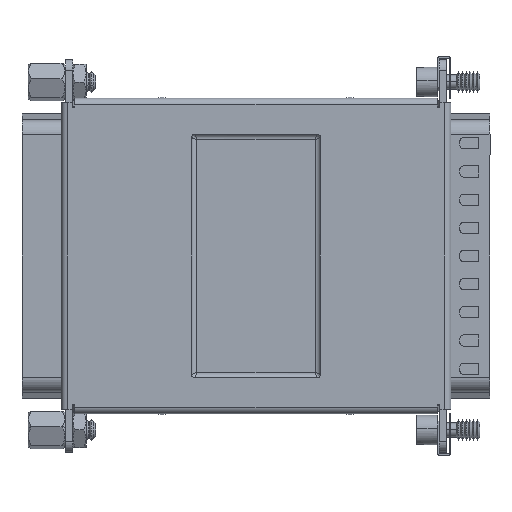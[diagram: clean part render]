
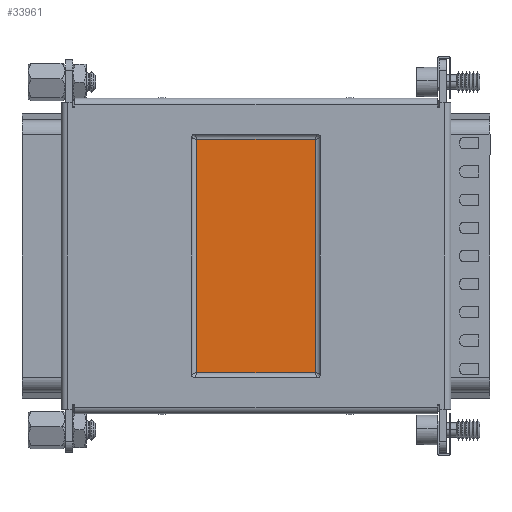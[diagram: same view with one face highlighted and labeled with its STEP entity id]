
A CAD part, front view. The second image highlights one B-rep face of the part: STEP entity #33961.
In plain terms, the highlighted planar face has unit normal (0, -1, 0).
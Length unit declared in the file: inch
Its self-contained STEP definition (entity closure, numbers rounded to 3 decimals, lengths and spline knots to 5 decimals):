
#17595 = CARTESIAN_POINT ( 'NONE',  ( 0.315, -0.002, -0.621 ) ) ;
#17596 = CARTESIAN_POINT ( 'NONE',  ( 0.315, -0.002, 0.621 ) ) ;
#17631 = DIRECTION ( 'NONE',  ( 1., 0., 0. ) ) ;
#17632 = DIRECTION ( 'NONE',  ( 0., 1., 0. ) ) ;
#17633 = CARTESIAN_POINT ( 'NONE',  ( -0.315, -0.002, 0.65 ) ) ;
#17635 = AXIS2_PLACEMENT_3D ( 'NONE', #17633, #17632, #17631 ) ;
#17647 = PLANE ( 'NONE',  #17635 ) ;
#17648 = FACE_OUTER_BOUND ( 'NONE', #33962, .T. ) ;
#17782 = DIRECTION ( 'NONE',  ( 1., 0., 0. ) ) ;
#17783 = VECTOR ( 'NONE', #17782, 39.37008 ) ;
#17784 = CARTESIAN_POINT ( 'NONE',  ( 0.315, -0.002, 0.621 ) ) ;
#17785 = LINE ( 'NONE', #17784, #17783 ) ;
#17786 = DIRECTION ( 'NONE',  ( -1., 0., 0. ) ) ;
#17787 = VECTOR ( 'NONE', #17786, 39.37008 ) ;
#17788 = CARTESIAN_POINT ( 'NONE',  ( -0.315, -0.002, -0.621 ) ) ;
#17789 = LINE ( 'NONE', #17788, #17787 ) ;
#17791 = CARTESIAN_POINT ( 'NONE',  ( -0.315, -0.002, -0.621 ) ) ;
#17792 = CARTESIAN_POINT ( 'NONE',  ( -0.315, -0.002, 0.621 ) ) ;
#17793 = DIRECTION ( 'NONE',  ( 0., 0., -1. ) ) ;
#17794 = VECTOR ( 'NONE', #17793, 39.37008 ) ;
#17795 = CARTESIAN_POINT ( 'NONE',  ( -0.315, -0.002, 0.65 ) ) ;
#17796 = LINE ( 'NONE', #17795, #17794 ) ;
#17809 = DIRECTION ( 'NONE',  ( 0., 0., -1. ) ) ;
#17810 = VECTOR ( 'NONE', #17809, 39.37008 ) ;
#17811 = CARTESIAN_POINT ( 'NONE',  ( 0.315, -0.002, 0.65 ) ) ;
#17812 = LINE ( 'NONE', #17811, #17810 ) ;
#33954 = VERTEX_POINT ( 'NONE', #17596 ) ;
#33955 = VERTEX_POINT ( 'NONE', #17595 ) ;
#33961 = ADVANCED_FACE ( 'NONE', ( #17648 ), #17647, .F. ) ;
#33962 = EDGE_LOOP ( 'NONE', ( #34012, #34016, #34018, #34019 ) ) ;
#34012 = ORIENTED_EDGE ( 'NONE', *, *, #34013, .T. ) ;
#34013 = EDGE_CURVE ( 'NONE', #34014, #34015, #17796, .T. ) ;
#34014 = VERTEX_POINT ( 'NONE', #17792 ) ;
#34015 = VERTEX_POINT ( 'NONE', #17791 ) ;
#34016 = ORIENTED_EDGE ( 'NONE', *, *, #34017, .F. ) ;
#34017 = EDGE_CURVE ( 'NONE', #33955, #34015, #17789, .T. ) ;
#34018 = ORIENTED_EDGE ( 'NONE', *, *, #34029, .F. ) ;
#34019 = ORIENTED_EDGE ( 'NONE', *, *, #34020, .F. ) ;
#34020 = EDGE_CURVE ( 'NONE', #34014, #33954, #17785, .T. ) ;
#34029 = EDGE_CURVE ( 'NONE', #33954, #33955, #17812, .T. ) ;
